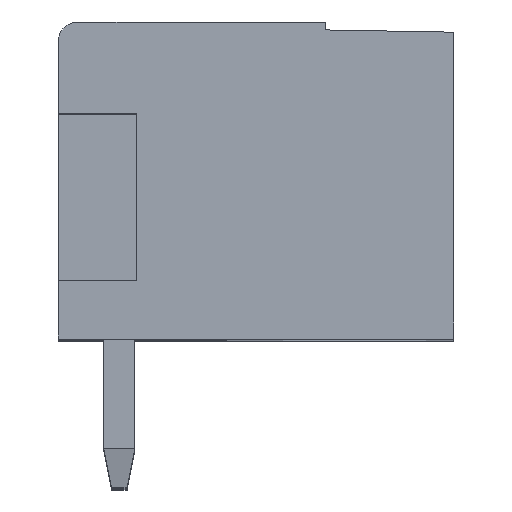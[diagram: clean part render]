
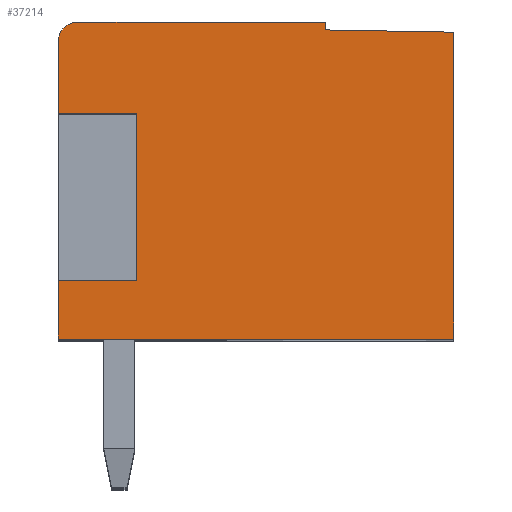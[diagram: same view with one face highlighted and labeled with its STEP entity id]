
A CAD part, top view. The second image highlights one B-rep face of the part: STEP entity #37214.
In plain terms, the highlighted planar face has unit normal (0, 0, 1).
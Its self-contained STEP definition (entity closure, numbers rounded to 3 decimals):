
#339=DIRECTION('',(-1.,0.,0.));
#340=VECTOR('',#339,6.326);
#341=CARTESIAN_POINT('',(-13.889,8.199,168.212));
#342=LINE('',#341,#340);
#13347=DIRECTION('',(0.,-1.,0.));
#13348=VECTOR('',#13347,7.84);
#13349=CARTESIAN_POINT('',(-10.615,7.94,
168.212));
#13350=LINE('',#13349,#13348);
#13351=DIRECTION('',(-1.,0.,0.));
#13352=VECTOR('',#13351,10.1);
#13353=CARTESIAN_POINT('',(-10.615,0.099,
168.212));
#13354=LINE('',#13353,#13352);
#13355=DIRECTION('',(0.,1.,0.));
#13356=VECTOR('',#13355,1.5);
#13357=CARTESIAN_POINT('',(-20.715,0.099,
168.212));
#13358=LINE('',#13357,#13356);
#13359=DIRECTION('',(1.,0.,0.));
#13360=VECTOR('',#13359,2.);
#13361=CARTESIAN_POINT('',(-20.715,1.599,
168.212));
#13362=LINE('',#13361,#13360);
#13363=DIRECTION('',(0.,1.,0.));
#13364=VECTOR('',#13363,1.85);
#13365=CARTESIAN_POINT('',(-20.715,5.849,
168.212));
#13366=LINE('',#13365,#13364);
#13367=CARTESIAN_POINT('',(-20.215,7.699,
168.212));
#13368=DIRECTION('',(0.,0.,-1.));
#13369=DIRECTION('',(-1.,0.,0.));
#13370=AXIS2_PLACEMENT_3D('',#13367,#13368,#13369);
#13372=DIRECTION('',(0.,-1.,0.));
#13373=VECTOR('',#13372,0.202);
#13374=CARTESIAN_POINT('',(-13.889,8.199,
168.212));
#13375=LINE('',#13374,#13373);
#13376=DIRECTION('',(1.,-0.017,0.));
#13377=VECTOR('',#13376,3.274);
#13378=CARTESIAN_POINT('',(-13.889,7.997,
168.212));
#13379=LINE('',#13378,#13377);
#13408=DIRECTION('',(1.,0.,0.));
#13409=VECTOR('',#13408,2.);
#13410=CARTESIAN_POINT('',(-20.715,5.849,
168.212));
#13411=LINE('',#13410,#13409);
#13416=DIRECTION('',(0.,-1.,0.));
#13417=VECTOR('',#13416,4.25);
#13418=CARTESIAN_POINT('',(-18.715,5.849,
168.212));
#13419=LINE('',#13418,#13417);
#13420=CARTESIAN_POINT('',(-10.615,7.94,
168.212));
#13421=CARTESIAN_POINT('',(-10.615,0.099,
168.212));
#13422=VERTEX_POINT('',#13420);
#13423=VERTEX_POINT('',#13421);
#13656=CARTESIAN_POINT('',(-20.715,5.849,
168.212));
#13657=CARTESIAN_POINT('',(-20.715,7.699,
168.212));
#13658=VERTEX_POINT('',#13656);
#13659=VERTEX_POINT('',#13657);
#13664=CARTESIAN_POINT('',(-20.715,1.599,
168.212));
#13665=VERTEX_POINT('',#13664);
#13666=CARTESIAN_POINT('',(-20.715,0.099,
168.212));
#13667=VERTEX_POINT('',#13666);
#13696=CARTESIAN_POINT('',(-20.215,8.199,
168.212));
#13697=VERTEX_POINT('',#13696);
#13698=CARTESIAN_POINT('',(-13.889,8.199,
168.212));
#13699=VERTEX_POINT('',#13698);
#13700=CARTESIAN_POINT('',(-13.889,7.997,
168.212));
#13701=VERTEX_POINT('',#13700);
#13702=CARTESIAN_POINT('',(-18.715,1.599,
168.212));
#13703=VERTEX_POINT('',#13702);
#13704=CARTESIAN_POINT('',(-18.715,5.849,
168.212));
#13705=VERTEX_POINT('',#13704);
#37193=CARTESIAN_POINT('',(-10.615,0.099,
168.212));
#37194=DIRECTION('',(0.,0.,-1.));
#37195=DIRECTION('',(0.,1.,0.));
#37196=AXIS2_PLACEMENT_3D('',#37193,#37194,#37195);
#37197=PLANE('',#37196);
#37198=ORIENTED_EDGE('',*,*,#17561,.T.);
#37199=ORIENTED_EDGE('',*,*,#19199,.T.);
#37200=ORIENTED_EDGE('',*,*,#17946,.T.);
#37202=ORIENTED_EDGE('',*,*,#37201,.T.);
#37204=ORIENTED_EDGE('',*,*,#37203,.F.);
#37206=ORIENTED_EDGE('',*,*,#37205,.F.);
#37207=ORIENTED_EDGE('',*,*,#17938,.T.);
#37208=ORIENTED_EDGE('',*,*,#17903,.T.);
#37209=ORIENTED_EDGE('',*,*,#17888,.F.);
#37210=ORIENTED_EDGE('',*,*,#17873,.T.);
#37211=ORIENTED_EDGE('',*,*,#17858,.T.);
#37212=EDGE_LOOP('',(#37198,#37199,#37200,#37202,#37204,#37206,#37207,#37208,
#37209,#37210,#37211));
#37213=FACE_OUTER_BOUND('',#37212,.F.);
#13371=CIRCLE('',#13370,0.5);
#17561=EDGE_CURVE('',#13422,#13423,#13350,.T.);
#17858=EDGE_CURVE('',#13701,#13422,#13379,.T.);
#17873=EDGE_CURVE('',#13699,#13701,#13375,.T.);
#17888=EDGE_CURVE('',#13699,#13697,#342,.T.);
#17903=EDGE_CURVE('',#13659,#13697,#13371,.T.);
#17938=EDGE_CURVE('',#13658,#13659,#13366,.T.);
#17946=EDGE_CURVE('',#13667,#13665,#13358,.T.);
#19199=EDGE_CURVE('',#13423,#13667,#13354,.T.);
#37201=EDGE_CURVE('',#13665,#13703,#13362,.T.);
#37203=EDGE_CURVE('',#13705,#13703,#13419,.T.);
#37205=EDGE_CURVE('',#13658,#13705,#13411,.T.);
#37214=ADVANCED_FACE('',(#37213),#37197,.F.);
